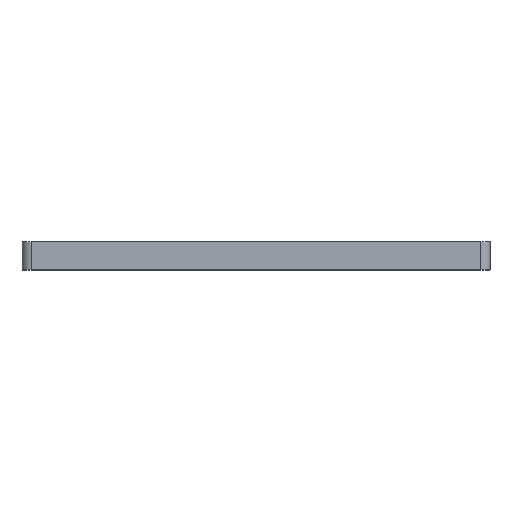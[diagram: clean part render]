
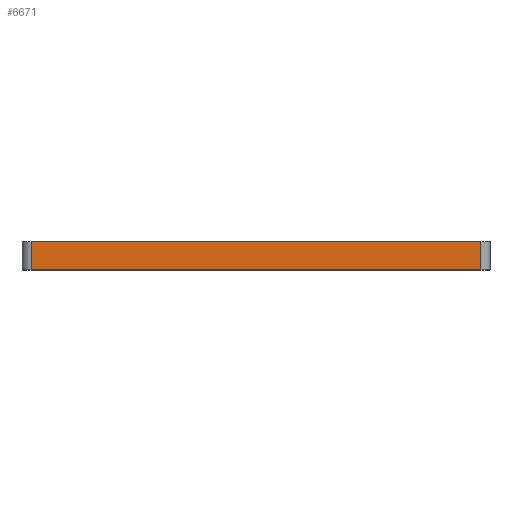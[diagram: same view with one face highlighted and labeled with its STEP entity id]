
A CAD part, top view. The second image highlights one B-rep face of the part: STEP entity #6671.
In plain terms, the highlighted planar face has unit normal (0, 0, 1).
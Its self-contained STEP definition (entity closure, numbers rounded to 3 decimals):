
#170 = ORIENTED_EDGE ( 'NONE', *, *, #8845, .T. ) ;
#807 = CARTESIAN_POINT ( 'NONE',  ( -50., 0., 50. ) ) ;
#1775 = EDGE_CURVE ( 'NONE', #4015, #10029, #10109, .T. ) ;
#1832 = DIRECTION ( 'NONE',  ( 1., 0., 0. ) ) ;
#2329 = AXIS2_PLACEMENT_3D ( 'NONE', #5464, #10615, #4437 ) ;
#2366 = EDGE_CURVE ( 'NONE', #10228, #10757, #12976, .T. ) ;
#2381 = PLANE ( 'NONE',  #2329 ) ;
#4015 = VERTEX_POINT ( 'NONE', #12079 ) ;
#4437 = DIRECTION ( 'NONE',  ( -1., 0., 0. ) ) ;
#4558 = CARTESIAN_POINT ( 'NONE',  ( -48., 0., 50. ) ) ;
#5183 = VECTOR ( 'NONE', #5220, 1000. ) ;
#5189 = CARTESIAN_POINT ( 'NONE',  ( -48., 6., 50. ) ) ;
#5220 = DIRECTION ( 'NONE',  ( 0., 1., 0. ) ) ;
#5464 = CARTESIAN_POINT ( 'NONE',  ( -50., 6., 50. ) ) ;
#5589 = ORIENTED_EDGE ( 'NONE', *, *, #2366, .T. ) ;
#6671 = ADVANCED_FACE ( 'NONE', ( #7620 ), #2381, .F. ) ;
#7467 = ORIENTED_EDGE ( 'NONE', *, *, #8540, .T. ) ;
#7620 = FACE_OUTER_BOUND ( 'NONE', #12253, .T. ) ;
#8086 = VECTOR ( 'NONE', #10201, 1000. ) ;
#8540 = EDGE_CURVE ( 'NONE', #4015, #10228, #10829, .T. ) ;
#8845 = EDGE_CURVE ( 'NONE', #10757, #10029, #13070, .T. ) ;
#9262 = ORIENTED_EDGE ( 'NONE', *, *, #1775, .F. ) ;
#9366 = DIRECTION ( 'NONE',  ( 1., 0., 0. ) ) ;
#9454 = VECTOR ( 'NONE', #9366, 1000. ) ;
#10029 = VERTEX_POINT ( 'NONE', #11482 ) ;
#10109 = LINE ( 'NONE', #12569, #9454 ) ;
#10201 = DIRECTION ( 'NONE',  ( 0., -1., 0. ) ) ;
#10228 = VERTEX_POINT ( 'NONE', #4558 ) ;
#10254 = VECTOR ( 'NONE', #1832, 1000. ) ;
#10444 = CARTESIAN_POINT ( 'NONE',  ( 48., 6., 50. ) ) ;
#10615 = DIRECTION ( 'NONE',  ( 0., 0., -1. ) ) ;
#10757 = VERTEX_POINT ( 'NONE', #13026 ) ;
#10829 = LINE ( 'NONE', #5189, #8086 ) ;
#11482 = CARTESIAN_POINT ( 'NONE',  ( 48., 6., 50. ) ) ;
#12079 = CARTESIAN_POINT ( 'NONE',  ( -48., 6., 50. ) ) ;
#12253 = EDGE_LOOP ( 'NONE', ( #9262, #7467, #5589, #170 ) ) ;
#12569 = CARTESIAN_POINT ( 'NONE',  ( -50., 6., 50. ) ) ;
#12976 = LINE ( 'NONE', #807, #10254 ) ;
#13026 = CARTESIAN_POINT ( 'NONE',  ( 48., 0., 50. ) ) ;
#13070 = LINE ( 'NONE', #10444, #5183 ) ;
